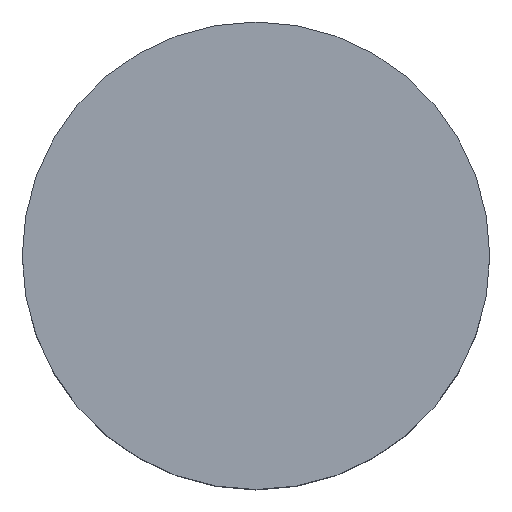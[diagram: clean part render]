
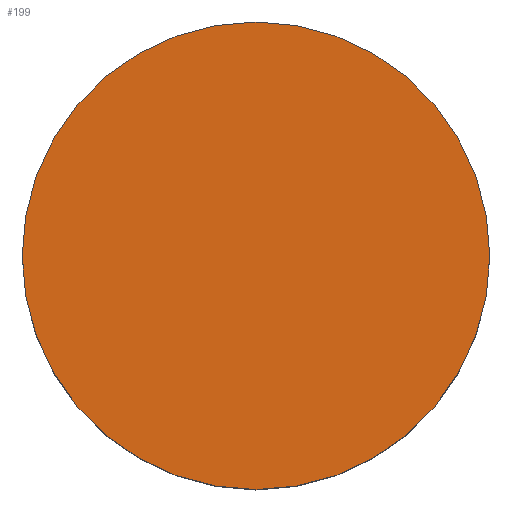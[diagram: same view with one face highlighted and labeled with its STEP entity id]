
A CAD part, top view. The second image highlights one B-rep face of the part: STEP entity #199.
In plain terms, the highlighted planar face has unit normal (0, 0, 1).
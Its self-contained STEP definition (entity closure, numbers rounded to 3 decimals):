
#6 = EDGE_CURVE ( 'NONE', #316, #202, #133, .T. ) ;
#28 = DIRECTION ( 'NONE',  ( 0., 0., 1. ) ) ;
#29 = CARTESIAN_POINT ( 'NONE',  ( 0., 0., 0. ) ) ;
#46 = AXIS2_PLACEMENT_3D ( 'NONE', #324, #299, #50 ) ;
#50 = DIRECTION ( 'NONE',  ( 1., 0., 0. ) ) ;
#59 = AXIS2_PLACEMENT_3D ( 'NONE', #29, #28, #107 ) ;
#90 = EDGE_LOOP ( 'NONE', ( #98, #234 ) ) ;
#91 = CARTESIAN_POINT ( 'NONE',  ( 3., 0., 0. ) ) ;
#98 = ORIENTED_EDGE ( 'NONE', *, *, #6, .T. ) ;
#103 = CIRCLE ( 'NONE', #46, 3. ) ;
#107 = DIRECTION ( 'NONE',  ( 1., 0., 0. ) ) ;
#111 = FACE_OUTER_BOUND ( 'NONE', #90, .T. ) ;
#133 = CIRCLE ( 'NONE', #210, 3. ) ;
#199 = ADVANCED_FACE ( 'NONE', ( #111 ), #269, .T. ) ;
#202 = VERTEX_POINT ( 'NONE', #245 ) ;
#210 = AXIS2_PLACEMENT_3D ( 'NONE', #212, #211, #214 ) ;
#211 = DIRECTION ( 'NONE',  ( 0., 0., 1. ) ) ;
#212 = CARTESIAN_POINT ( 'NONE',  ( 0., 0., 0. ) ) ;
#214 = DIRECTION ( 'NONE',  ( 1., 0., 0. ) ) ;
#219 = EDGE_CURVE ( 'NONE', #202, #316, #103, .T. ) ;
#234 = ORIENTED_EDGE ( 'NONE', *, *, #219, .T. ) ;
#245 = CARTESIAN_POINT ( 'NONE',  ( -3., 0., 0. ) ) ;
#269 = PLANE ( 'NONE',  #59 ) ;
#299 = DIRECTION ( 'NONE',  ( 0., 0., 1. ) ) ;
#316 = VERTEX_POINT ( 'NONE', #91 ) ;
#324 = CARTESIAN_POINT ( 'NONE',  ( 0., 0., 0. ) ) ;
